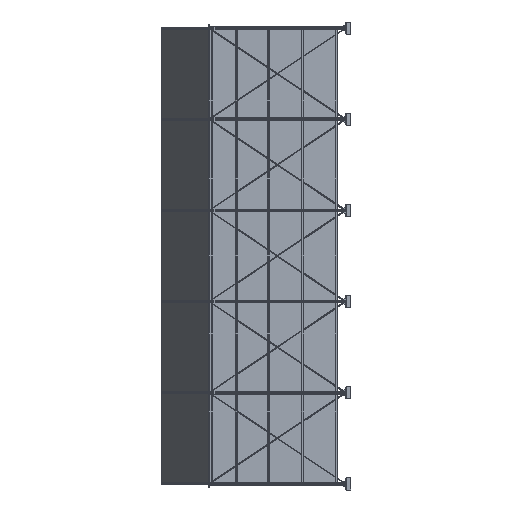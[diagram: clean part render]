
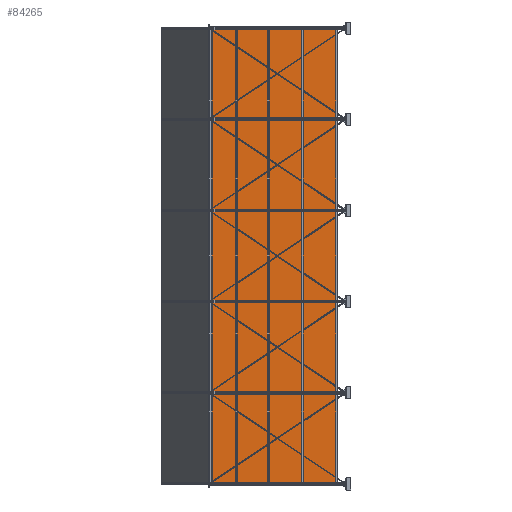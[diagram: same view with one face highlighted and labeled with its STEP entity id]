
A CAD part, left-side view. The second image highlights one B-rep face of the part: STEP entity #84265.
In plain terms, the highlighted free-form (B-spline) face has degree [1, 1] with [2, 2] control points.
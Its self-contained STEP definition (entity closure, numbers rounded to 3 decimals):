
#84145 = EDGE_CURVE('',#84146,#84148,#84150,.T.);
#84146 = VERTEX_POINT('',#84147);
#84147 = CARTESIAN_POINT('',(5994.098,7017.481,
    73.099));
#84148 = VERTEX_POINT('',#84149);
#84149 = CARTESIAN_POINT('',(5994.098,420.703,
    73.099));
#84150 = B_SPLINE_CURVE_WITH_KNOTS('',1,(#84151,#84152),.UNSPECIFIED.,
  .F.,.F.,(2,2),(0.,5640.296),.PIECEWISE_BEZIER_KNOTS.);
#84151 = CARTESIAN_POINT('',(5994.098,7017.481,
    73.099));
#84152 = CARTESIAN_POINT('',(5994.098,420.703,
    73.099));
#84181 = EDGE_CURVE('',#84148,#84182,#84184,.T.);
#84182 = VERTEX_POINT('',#84183);
#84183 = CARTESIAN_POINT('',(5994.098,420.703,
    -23464.702));
#84184 = B_SPLINE_CURVE_WITH_KNOTS('',1,(#84185,#84186),.UNSPECIFIED.,
  .F.,.F.,(2,2),(0.,20125.),.PIECEWISE_BEZIER_KNOTS.);
#84185 = CARTESIAN_POINT('',(5994.098,420.703,
    73.099));
#84186 = CARTESIAN_POINT('',(5994.098,420.703,
    -23464.702));
#84209 = EDGE_CURVE('',#84182,#84210,#84212,.T.);
#84210 = VERTEX_POINT('',#84211);
#84211 = CARTESIAN_POINT('',(5994.098,7017.481,
    -23464.702));
#84212 = B_SPLINE_CURVE_WITH_KNOTS('',1,(#84213,#84214),.UNSPECIFIED.,
  .F.,.F.,(2,2),(-5640.296,0.),.PIECEWISE_BEZIER_KNOTS.);
#84213 = CARTESIAN_POINT('',(5994.098,420.703,
    -23464.702));
#84214 = CARTESIAN_POINT('',(5994.098,7017.481,
    -23464.702));
#84237 = EDGE_CURVE('',#84210,#84146,#84238,.T.);
#84238 = B_SPLINE_CURVE_WITH_KNOTS('',1,(#84239,#84240),.UNSPECIFIED.,
  .F.,.F.,(2,2),(-20125.,0.),.PIECEWISE_BEZIER_KNOTS.);
#84239 = CARTESIAN_POINT('',(5994.098,7017.481,
    -23464.702));
#84240 = CARTESIAN_POINT('',(5994.098,7017.481,
    73.099));
#84265 = ADVANCED_FACE('',(#84266),#84272,.F.);
#84266 = FACE_BOUND('',#84267,.T.);
#84267 = EDGE_LOOP('',(#84268,#84269,#84270,#84271));
#84268 = ORIENTED_EDGE('',*,*,#84145,.F.);
#84269 = ORIENTED_EDGE('',*,*,#84237,.F.);
#84270 = ORIENTED_EDGE('',*,*,#84209,.F.);
#84271 = ORIENTED_EDGE('',*,*,#84181,.F.);
#84272 = B_SPLINE_SURFACE_WITH_KNOTS('',1,1,(
    (#84273,#84274)
    ,(#84275,#84276
    )),.UNSPECIFIED.,.F.,.F.,.F.,(2,2),(2,2),(-62.5,20062.5),(
    359.704,6000.),.PIECEWISE_BEZIER_KNOTS.);
#84273 = CARTESIAN_POINT('',(5994.098,420.703,
    73.099));
#84274 = CARTESIAN_POINT('',(5994.098,7017.481,
    73.099));
#84275 = CARTESIAN_POINT('',(5994.098,420.703,
    -23464.702));
#84276 = CARTESIAN_POINT('',(5994.098,7017.481,
    -23464.702));
